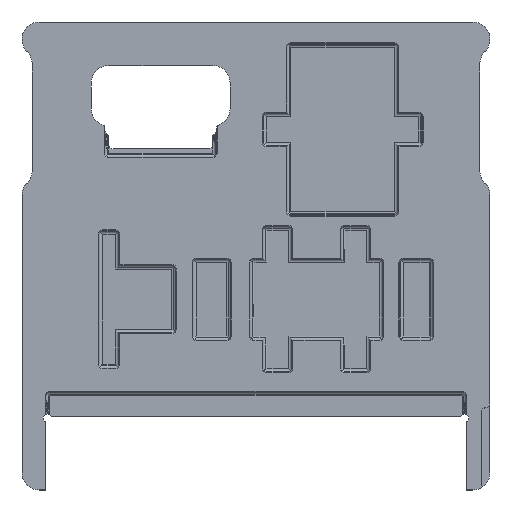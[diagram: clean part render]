
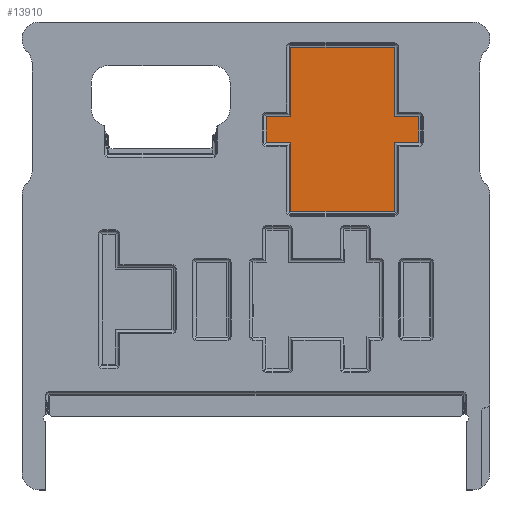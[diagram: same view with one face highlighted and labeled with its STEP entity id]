
A CAD part, top view. The second image highlights one B-rep face of the part: STEP entity #13910.
In plain terms, the highlighted planar face has unit normal (0, 0, 1).
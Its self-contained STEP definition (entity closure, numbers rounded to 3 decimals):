
#11135 = VERTEX_POINT('',#11136);
#11136 = CARTESIAN_POINT('',(4.,5.1,0.6));
#11335 = VERTEX_POINT('',#11336);
#11336 = CARTESIAN_POINT('',(4.,13.1,0.6));
#11351 = EDGE_CURVE('',#11335,#11135,#11352,.T.);
#11352 = LINE('',#11353,#11354);
#11353 = CARTESIAN_POINT('',(4.,13.1,0.6));
#11354 = VECTOR('',#11355,1.);
#11355 = DIRECTION('',(0.,-1.,0.));
#11642 = VERTEX_POINT('',#11643);
#11643 = CARTESIAN_POINT('',(4.,24.1,0.6));
#12306 = VERTEX_POINT('',#12307);
#12307 = CARTESIAN_POINT('',(16.,24.1,0.6));
#12688 = EDGE_CURVE('',#12306,#12689,#12691,.T.);
#12689 = VERTEX_POINT('',#12690);
#12690 = CARTESIAN_POINT('',(16.,16.1,0.6));
#12691 = LINE('',#12692,#12693);
#12692 = CARTESIAN_POINT('',(16.,24.1,0.6));
#12693 = VECTOR('',#12694,1.);
#12694 = DIRECTION('',(0.,-1.,0.));
#12712 = VERTEX_POINT('',#12713);
#12713 = CARTESIAN_POINT('',(1.2,13.1,
    0.6));
#13263 = EDGE_CURVE('',#13264,#12712,#13266,.T.);
#13264 = VERTEX_POINT('',#13265);
#13265 = CARTESIAN_POINT('',(1.2,16.1,
    0.6));
#13266 = LINE('',#13267,#13268);
#13267 = CARTESIAN_POINT('',(1.2,16.1,
    0.6));
#13268 = VECTOR('',#13269,1.);
#13269 = DIRECTION('',(0.,-1.,0.));
#13798 = VERTEX_POINT('',#13799);
#13799 = CARTESIAN_POINT('',(18.8,16.1,
    0.6));
#13884 = EDGE_CURVE('',#13885,#13798,#13887,.T.);
#13885 = VERTEX_POINT('',#13886);
#13886 = CARTESIAN_POINT('',(18.8,13.1,
    0.6));
#13887 = LINE('',#13888,#13889);
#13888 = CARTESIAN_POINT('',(18.8,13.1,
    0.6));
#13889 = VECTOR('',#13890,1.);
#13890 = DIRECTION('',(0.,1.,0.));
#13910 = ADVANCED_FACE('',(#13911),#13971,.T.);
#13911 = FACE_BOUND('',#13912,.T.);
#13912 = EDGE_LOOP('',(#13913,#13919,#13920,#13926,#13934,#13940,#13941,
    #13947,#13948,#13956,#13964,#13970));
#13913 = ORIENTED_EDGE('',*,*,#13914,.T.);
#13914 = EDGE_CURVE('',#13798,#12689,#13915,.T.);
#13915 = LINE('',#13916,#13917);
#13916 = CARTESIAN_POINT('',(18.8,16.1,
    0.6));
#13917 = VECTOR('',#13918,1.);
#13918 = DIRECTION('',(-1.,0.,0.));
#13919 = ORIENTED_EDGE('',*,*,#12688,.F.);
#13920 = ORIENTED_EDGE('',*,*,#13921,.T.);
#13921 = EDGE_CURVE('',#12306,#11642,#13922,.T.);
#13922 = LINE('',#13923,#13924);
#13923 = CARTESIAN_POINT('',(16.,24.1,0.6));
#13924 = VECTOR('',#13925,1.);
#13925 = DIRECTION('',(-1.,0.,0.));
#13926 = ORIENTED_EDGE('',*,*,#13927,.T.);
#13927 = EDGE_CURVE('',#11642,#13928,#13930,.T.);
#13928 = VERTEX_POINT('',#13929);
#13929 = CARTESIAN_POINT('',(4.,16.1,0.6));
#13930 = LINE('',#13931,#13932);
#13931 = CARTESIAN_POINT('',(4.,24.1,0.6));
#13932 = VECTOR('',#13933,1.);
#13933 = DIRECTION('',(0.,-1.,0.));
#13934 = ORIENTED_EDGE('',*,*,#13935,.T.);
#13935 = EDGE_CURVE('',#13928,#13264,#13936,.T.);
#13936 = LINE('',#13937,#13938);
#13937 = CARTESIAN_POINT('',(4.,16.1,0.6));
#13938 = VECTOR('',#13939,1.);
#13939 = DIRECTION('',(-1.,0.,0.));
#13940 = ORIENTED_EDGE('',*,*,#13263,.T.);
#13941 = ORIENTED_EDGE('',*,*,#13942,.T.);
#13942 = EDGE_CURVE('',#12712,#11335,#13943,.T.);
#13943 = LINE('',#13944,#13945);
#13944 = CARTESIAN_POINT('',(1.2,13.1,
    0.6));
#13945 = VECTOR('',#13946,1.);
#13946 = DIRECTION('',(1.,0.,0.));
#13947 = ORIENTED_EDGE('',*,*,#11351,.T.);
#13948 = ORIENTED_EDGE('',*,*,#13949,.T.);
#13949 = EDGE_CURVE('',#11135,#13950,#13952,.T.);
#13950 = VERTEX_POINT('',#13951);
#13951 = CARTESIAN_POINT('',(16.,5.1,0.6));
#13952 = LINE('',#13953,#13954);
#13953 = CARTESIAN_POINT('',(4.,5.1,0.6));
#13954 = VECTOR('',#13955,1.);
#13955 = DIRECTION('',(1.,0.,0.));
#13956 = ORIENTED_EDGE('',*,*,#13957,.F.);
#13957 = EDGE_CURVE('',#13958,#13950,#13960,.T.);
#13958 = VERTEX_POINT('',#13959);
#13959 = CARTESIAN_POINT('',(16.,13.1,0.6));
#13960 = LINE('',#13961,#13962);
#13961 = CARTESIAN_POINT('',(16.,13.1,0.6));
#13962 = VECTOR('',#13963,1.);
#13963 = DIRECTION('',(0.,-1.,0.));
#13964 = ORIENTED_EDGE('',*,*,#13965,.T.);
#13965 = EDGE_CURVE('',#13958,#13885,#13966,.T.);
#13966 = LINE('',#13967,#13968);
#13967 = CARTESIAN_POINT('',(16.,13.1,0.6));
#13968 = VECTOR('',#13969,1.);
#13969 = DIRECTION('',(1.,0.,0.));
#13970 = ORIENTED_EDGE('',*,*,#13884,.T.);
#13971 = PLANE('',#13972);
#13972 = AXIS2_PLACEMENT_3D('',#13973,#13974,#13975);
#13973 = CARTESIAN_POINT('',(10.,14.6,0.6));
#13974 = DIRECTION('',(0.,0.,1.));
#13975 = DIRECTION('',(1.,0.,-0.));
